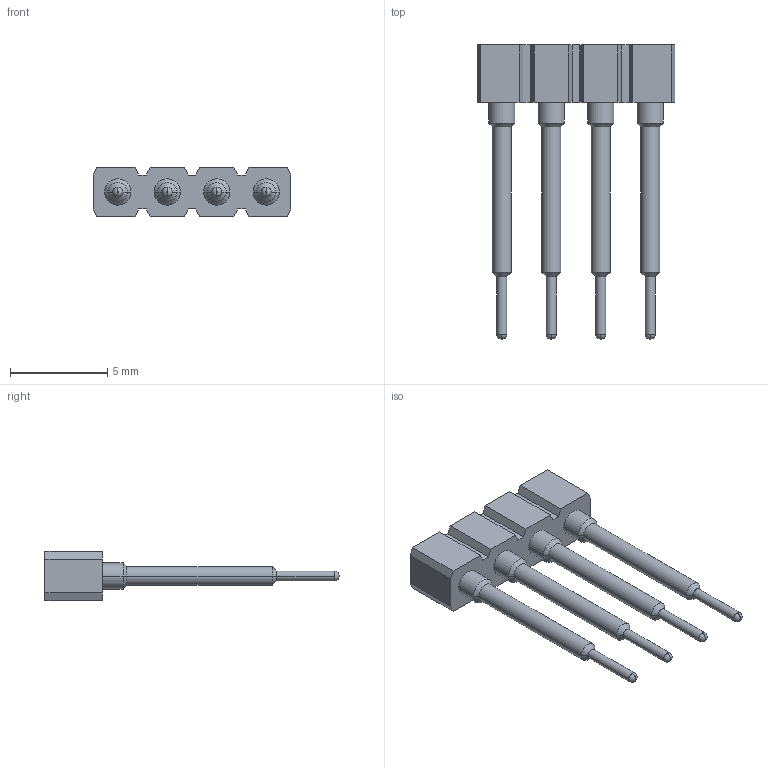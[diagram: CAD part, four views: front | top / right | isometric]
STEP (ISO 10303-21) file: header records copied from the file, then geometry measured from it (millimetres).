
FILE_DESCRIPTION(('STEP AP242'),'1');
FILE_NAME('pcb_connector_316-83-104-41-008101.stp','2022-03-11T20:17:56',('TraceParts'),('TraceParts S.A.'),'Spatial InterOp 3D',' ',' ');
FILE_SCHEMA(('AP242_MANAGED_MODEL_BASED_3D_ENGINEERING_MIM_LF {1 0 10303 442 1 1 4}'));
Length unit declared in the file: millimetre
Products named in the file (1): pcb_connector_316-83-104-41-008101
Bounding box: 10.16 x 15.1 x 2.54 mm (x, y, z)
Volume: 91.9 mm3; surface area: 335.2 mm2
Topology: 1 solids, 1 shells, 190 faces, 428 edges, 248 vertices
Faces by surface type: cone 72, cylinder 64, plane 46, torus 8
Entity records: 6720 total; most frequent: DIRECTION 990, CARTESIAN_POINT 859, ORIENTED_EDGE 840, EDGE_CURVE 420, AXIS2_PLACEMENT_3D 379, VERTEX_POINT 248, LINE 232, VECTOR 232
